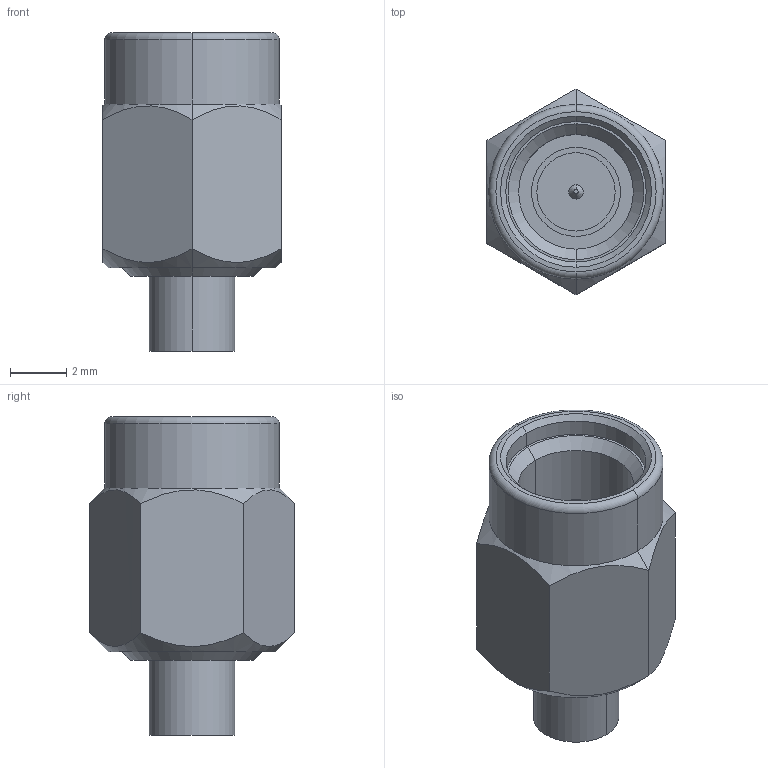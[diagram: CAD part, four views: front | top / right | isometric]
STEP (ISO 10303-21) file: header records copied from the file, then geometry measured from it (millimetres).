
FILE_DESCRIPTION (( 'STEP AP214' ), '1' );
FILE_NAME ('c-1045351-1.STEP', '2020-08-22T04:19:17', ( '' ), ( '' ), 'SwSTEP 2.0', 'SolidWorks 2018', '' );
FILE_SCHEMA (( 'AUTOMOTIVE_DESIGN' ));
Length unit declared in the file: millimetre
Products named in the file (1): c-1045351-1
Bounding box: 6.35 x 7.33 x 11.35 mm (x, y, z)
Volume: 248.1 mm3; surface area: 335.2 mm2
Topology: 1 solids, 1 shells, 53 faces, 108 edges, 66 vertices
Faces by surface type: cylinder 18, plane 17, cone 16, torus 2
Entity records: 1889 total; most frequent: CARTESIAN_POINT 438, DIRECTION 260, ORIENTED_EDGE 216, AXIS2_PLACEMENT_3D 110, EDGE_CURVE 108, VERTEX_POINT 66, EDGE_LOOP 62, CIRCLE 56
